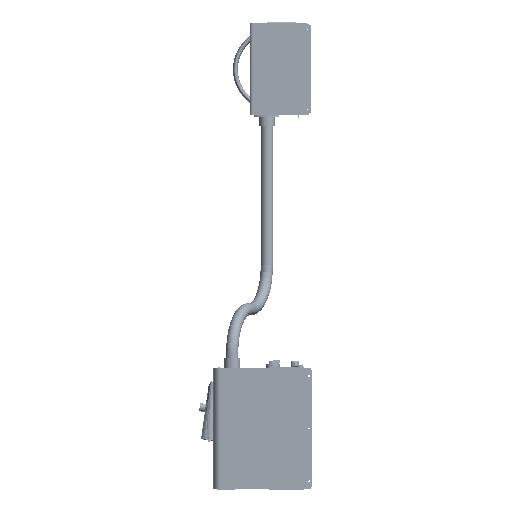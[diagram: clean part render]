
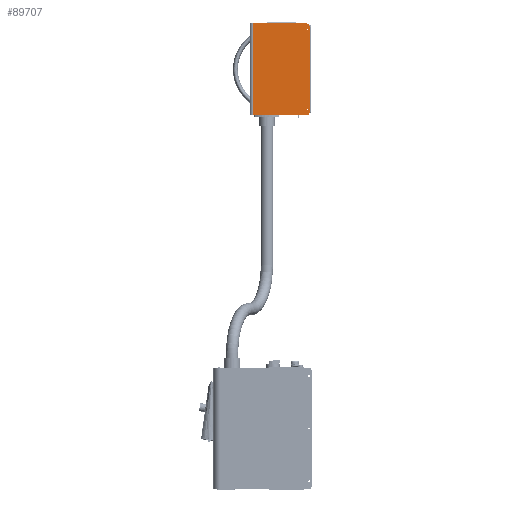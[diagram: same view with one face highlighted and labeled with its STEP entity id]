
A CAD part, left-side view. The second image highlights one B-rep face of the part: STEP entity #89707.
In plain terms, the highlighted face is planar.
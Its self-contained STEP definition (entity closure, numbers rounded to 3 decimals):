
#9709=LINE('',#207193,#16723);
#9710=LINE('',#207198,#16724);
#9711=LINE('',#207200,#16725);
#9712=LINE('',#207202,#16726);
#16723=VECTOR('',#135168,1000.);
#16724=VECTOR('',#135171,1000.);
#16725=VECTOR('',#135172,1000.);
#16726=VECTOR('',#135173,1000.);
#42799=ORIENTED_EDGE('',*,*,#55483,.T.);
#42800=ORIENTED_EDGE('',*,*,#55484,.T.);
#42801=ORIENTED_EDGE('',*,*,#55485,.T.);
#42802=ORIENTED_EDGE('',*,*,#55486,.T.);
#42803=ORIENTED_EDGE('',*,*,#55487,.T.);
#42804=ORIENTED_EDGE('',*,*,#55488,.T.);
#42805=ORIENTED_EDGE('',*,*,#55489,.T.);
#42806=ORIENTED_EDGE('',*,*,#55490,.T.);
#55483=EDGE_CURVE('',#64068,#64068,#67569,.F.);
#55484=EDGE_CURVE('',#64069,#64070,#9709,.T.);
#55485=EDGE_CURVE('',#64070,#64071,#67570,.T.);
#55486=EDGE_CURVE('',#64071,#64072,#9710,.T.);
#55487=EDGE_CURVE('',#64072,#64073,#9711,.T.);
#55488=EDGE_CURVE('',#64073,#64074,#9712,.T.);
#55489=EDGE_CURVE('',#64074,#64069,#67571,.T.);
#55490=EDGE_CURVE('',#64075,#64075,#67572,.F.);
#64068=VERTEX_POINT('',#207192);
#64069=VERTEX_POINT('',#207194);
#64070=VERTEX_POINT('',#207195);
#64071=VERTEX_POINT('',#207197);
#64072=VERTEX_POINT('',#207199);
#64073=VERTEX_POINT('',#207201);
#64074=VERTEX_POINT('',#207203);
#64075=VERTEX_POINT('',#207206);
#67569=CIRCLE('',#112835,2.75);
#67570=CIRCLE('',#112836,10.);
#67571=CIRCLE('',#112837,10.);
#67572=CIRCLE('',#112838,2.75);
#74674=EDGE_LOOP('',(#42799));
#74675=EDGE_LOOP('',(#42800,#42801,#42802,#42803,#42804,#42805));
#74676=EDGE_LOOP('',(#42806));
#81967=FACE_BOUND('',#74674,.T.);
#81968=FACE_BOUND('',#74675,.T.);
#81969=FACE_BOUND('',#74676,.T.);
#84742=PLANE('',#112834);
#89707=ADVANCED_FACE('',(#81967,#81968,#81969),#84742,.T.);
#112834=AXIS2_PLACEMENT_3D('',#207190,#135164,#135165);
#112835=AXIS2_PLACEMENT_3D('',#207191,#135166,#135167);
#112836=AXIS2_PLACEMENT_3D('',#207196,#135169,#135170);
#112837=AXIS2_PLACEMENT_3D('',#207204,#135174,#135175);
#112838=AXIS2_PLACEMENT_3D('',#207205,#135176,#135177);
#135164=DIRECTION('',(0.,1.,0.));
#135165=DIRECTION('',(0.,0.,1.));
#135166=DIRECTION('',(0.,1.,0.));
#135167=DIRECTION('',(0.,0.,1.));
#135168=DIRECTION('',(1.,0.,0.));
#135169=DIRECTION('',(0.,1.,0.));
#135170=DIRECTION('',(0.,0.,1.));
#135171=DIRECTION('',(0.,0.,-1.));
#135172=DIRECTION('',(-1.,0.,0.));
#135173=DIRECTION('',(0.,0.,1.));
#135174=DIRECTION('',(0.,1.,0.));
#135175=DIRECTION('',(0.,0.,1.));
#135176=DIRECTION('',(0.,1.,0.));
#135177=DIRECTION('',(0.,0.,1.));
#207190=CARTESIAN_POINT('',(262.141,24.091,3.628));
#207191=CARTESIAN_POINT('',(-31.859,24.091,198.));
#207192=CARTESIAN_POINT('',(-31.859,24.091,200.75));
#207193=CARTESIAN_POINT('',(-51.859,24.091,205.));
#207194=CARTESIAN_POINT('',(-41.859,24.091,205.));
#207195=CARTESIAN_POINT('',(252.141,24.091,205.));
#207196=CARTESIAN_POINT('',(252.141,24.091,195.));
#207197=CARTESIAN_POINT('',(262.141,24.091,195.));
#207198=CARTESIAN_POINT('',(262.141,24.091,3.628));
#207199=CARTESIAN_POINT('',(262.141,24.091,12.));
#207200=CARTESIAN_POINT('',(262.141,24.091,12.));
#207201=CARTESIAN_POINT('',(-51.859,24.091,12.));
#207202=CARTESIAN_POINT('',(-51.859,24.091,3.628));
#207203=CARTESIAN_POINT('',(-51.859,24.091,195.));
#207204=CARTESIAN_POINT('',(-41.859,24.091,195.));
#207205=CARTESIAN_POINT('',(242.141,24.091,198.));
#207206=CARTESIAN_POINT('',(242.141,24.091,200.75));
